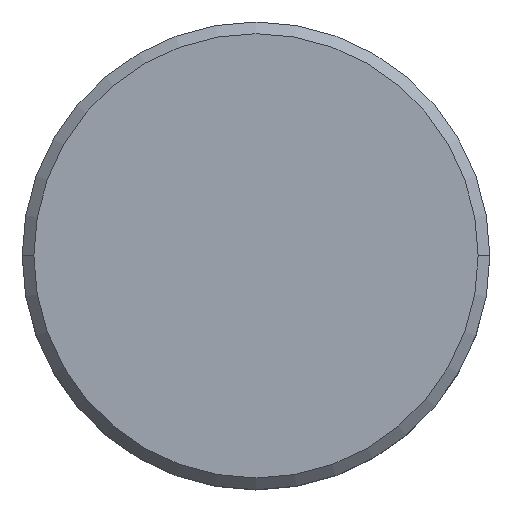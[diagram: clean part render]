
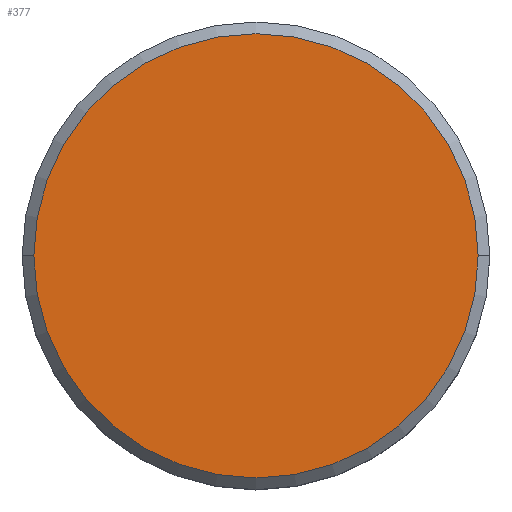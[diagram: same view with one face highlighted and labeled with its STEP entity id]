
A CAD part, top view. The second image highlights one B-rep face of the part: STEP entity #377.
In plain terms, the highlighted planar face has unit normal (0, 0, 1).
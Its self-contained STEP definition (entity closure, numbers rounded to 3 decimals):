
#3 = AXIS2_PLACEMENT_3D ( 'NONE', #237, #422, #164 ) ;
#8 = ORIENTED_EDGE ( 'NONE', *, *, #456, .T. ) ;
#10 = DIRECTION ( 'NONE',  ( 1., 0., 0. ) ) ;
#32 = FACE_OUTER_BOUND ( 'NONE', #381, .T. ) ;
#65 = CARTESIAN_POINT ( 'NONE',  ( 0., 0., 0. ) ) ;
#128 = CIRCLE ( 'NONE', #3, 9.5 ) ;
#140 = VERTEX_POINT ( 'NONE', #407 ) ;
#164 = DIRECTION ( 'NONE',  ( 1., 0., 0. ) ) ;
#189 = EDGE_CURVE ( 'NONE', #140, #248, #341, .T. ) ;
#203 = PLANE ( 'NONE',  #353 ) ;
#213 = DIRECTION ( 'NONE',  ( 0., 0., 1. ) ) ;
#237 = CARTESIAN_POINT ( 'NONE',  ( 0., 0., 0. ) ) ;
#248 = VERTEX_POINT ( 'NONE', #386 ) ;
#308 = CARTESIAN_POINT ( 'NONE',  ( 0., 0., 0. ) ) ;
#327 = ORIENTED_EDGE ( 'NONE', *, *, #189, .T. ) ;
#341 = CIRCLE ( 'NONE', #438, 9.5 ) ;
#353 = AXIS2_PLACEMENT_3D ( 'NONE', #65, #213, #449 ) ;
#375 = DIRECTION ( 'NONE',  ( 0., 0., 1. ) ) ;
#377 = ADVANCED_FACE ( 'NONE', ( #32 ), #203, .T. ) ;
#381 = EDGE_LOOP ( 'NONE', ( #327, #8 ) ) ;
#386 = CARTESIAN_POINT ( 'NONE',  ( 9.5, 0., 0. ) ) ;
#407 = CARTESIAN_POINT ( 'NONE',  ( -9.5, 0., 0. ) ) ;
#422 = DIRECTION ( 'NONE',  ( 0., 0., 1. ) ) ;
#438 = AXIS2_PLACEMENT_3D ( 'NONE', #308, #375, #10 ) ;
#449 = DIRECTION ( 'NONE',  ( 1., 0., 0. ) ) ;
#456 = EDGE_CURVE ( 'NONE', #248, #140, #128, .T. ) ;
